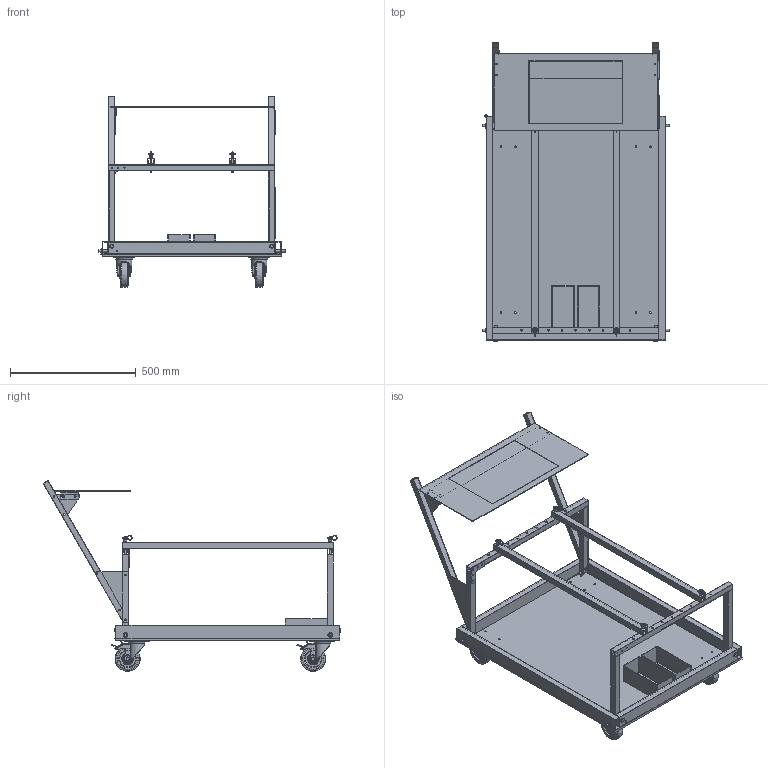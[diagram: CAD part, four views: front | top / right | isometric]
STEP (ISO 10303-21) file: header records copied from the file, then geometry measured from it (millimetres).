
FILE_DESCRIPTION(/* description */ ('','CAx-IF Rec.Pracs.---Representation and Presentation of Product Manufacturing Information (PMI)---4.0---2014-10-13'),/* implementation_level */ '2;1');
FILE_NAME(/* name */ 'Master v18.step',/* time_stamp */ '2025-03-08T23:25:36-08:00',/* author */ (''),/* organization */ (''),/* preprocessor_version */ 'ST-DEVELOPER v20',/* originating_system */ 'Autodesk Translation Framework v13.20.0.188',/* authorisation */ '');
FILE_SCHEMA (('AP242_MANAGED_MODEL_BASED_3D_ENGINEERING_MIM_LF { 1 0 10303 442 1 1 4 }'));
Length unit declared in the file: inch
Products named in the file (47): Master; Robot Cart; Cart Base; Floor Part (with casters!); Floor; Casters; 27075T62_Easy-Roll Caster; Casters_1; 27075T62_Easy-Roll Caster_1; Casters_2; 27075T62_Easy-Roll Caster_2; Casters_3; 27075T62_Easy-Roll Caster_3; Component2; Component3; Component4; Component5; Component6; Component7; Base Tube Vertical; Base Tube Horiztonal; Battery Box; Upper Cart; Verticle Tube Standard; Verticle Tube Copy; Horizontal Tube; New side plate!!; Spanner; Driver Station Support Tube; Driver station block side plate; Long bracket; Driver Station Tray; Axle; Axle Defying Block; Axle_1; Axle_2; Axle_3; C ring 3/8"; 97414A645_Low-Clearance External Retaining Ring; Thrust washer ...
Assembly tree (95 placements, depth 8):
  Master
    Robot Cart
      Cart Base
        Floor Part (with casters!)
          Floor
            Casters
              27075T62_Easy-Roll Caster
                Component2
                Component3
                Component4
                Component5
                Component6
                Component7
            Casters_1
              27075T62_Easy-Roll Caster_1
                Component2
                Component3
                Component4
                Component5
                Component6
                Component7
            Casters_2
              27075T62_Easy-Roll Caster_2
                Component2
                Component3
                Component4
                Component5
                Component6
                Component7
            Casters_3
              27075T62_Easy-Roll Caster_3
                Component2
                Component3
                Component4
                Component5
                Component6
                Component7
        Base Tube Vertical  x2
        Base Tube Horiztonal  x2
        Battery Box  x2
      Upper Cart
        Verticle Tube Standard  x2
        Verticle Tube Copy  x2
        Horizontal Tube  x2
        Spanner  x2
        New side plate!!  x2
        Driver Station Support Tube  x2
        Driver station block side plate  x2
        Long bracket
        Driver Station Tray
        Axle
          C ring 3/8"  x2
            97414A645_Low-Clearance External Retaining Ring
          Thrust washer  x2
            5906K511_Oil-Embedded Thrust Bronze Bearing
        Axle Defying Block
        C ring 3/8"
          97414A645_Low-Clearance External Retaining Ring
        Axle_1
          C ring 3/8"  x2
Bounding box: 739.14 x 1182.19 x 758.08 mm (x, y, z)
Volume: 10777823.6 mm3; surface area: 4386837.3 mm2
Topology: 93 solids, 93 shells, 1974 faces, 4729 edges, 3002 vertices
Faces by surface type: plane 811, cylinder 729, torus 184, cone 156, bspline 54, sphere 40
Full cylindrical faces by diameter (mm): 3.175 x4, 3.835 x4, 4.191 x12, 4.238 x4, 4.391 x4, 4.496 x8, 6.293 x4, 6.35 x57, 6.401 x4, 6.502 x4, 6.528 x16, 6.604 x40, 7.938 x4, 8.125 x8, 8.509 x8, 9.36 x8, 9.474 x12, 9.525 x16, 11.113 x4, 11.375 x4, 12.7 x20, 16.002 x4, 18.6 x4, 19.05 x8, 20.637 x4, 27.432 x8, 40.158 x8, 83.236 x8
Entity records: 23063 total; most frequent: CARTESIAN_POINT 5108, DIRECTION 3776, ORIENTED_EDGE 3200, EDGE_CURVE 1600, AXIS2_PLACEMENT_3D 1465, VERTEX_POINT 1025, EDGE_LOOP 951, LINE 846
